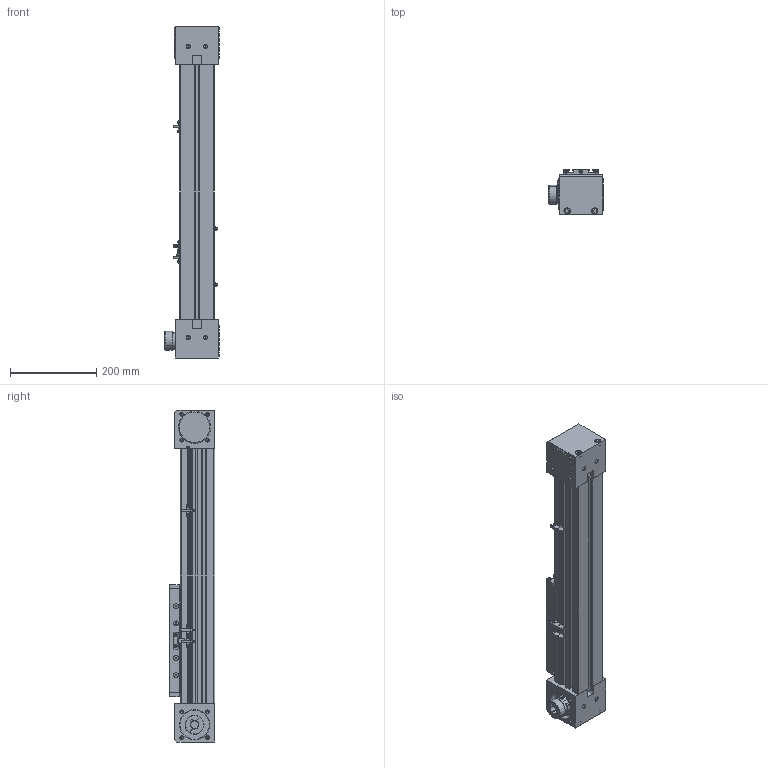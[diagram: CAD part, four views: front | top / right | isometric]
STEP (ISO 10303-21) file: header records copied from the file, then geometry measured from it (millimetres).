
FILE_DESCRIPTION (( 'STEP AP203' ), '1' );
FILE_NAME ('ITO80-D01-300.step', '2019-09-11T02:38:26', ( 'User' ), ( 'China' ), 'SwSTEP 2.0', 'SolidWorks 2016', '' );
FILE_SCHEMA (( 'CONFIG_CONTROL_DESIGN' ));
Length unit declared in the file: millimetre
Products named in the file (9): PART-8008-TO; PART-8007-TO; PART-8001-TO; PART-8003-TO; PART-8006-TO; PART-8005-TO; ITO80-D01-300; PART-8004-TO; PART-8002-TO
Assembly tree (14 placements, depth 2):
  ITO80-D01-300
    PART-8001-TO
    PART-8002-TO  x2
    PART-8003-TO
    PART-8004-TO  x2
    PART-8008-TO
    PART-8007-TO  x3
    PART-8006-TO  x3
    PART-8005-TO
Bounding box: 126.8 x 106 x 770 mm (x, y, z)
Volume: 5014970 mm3; surface area: 727222.3 mm2
Topology: 14 solids, 38 shells, 1717 faces, 4373 edges, 2738 vertices
Faces by surface type: plane 824, cylinder 441, cone 417, sphere 16, torus 12, bspline 7
Entity records: 35269 total; most frequent: CARTESIAN_POINT 6716, DIRECTION 5849, ORIENTED_EDGE 5606, EDGE_CURVE 2816, AXIS2_PLACEMENT_3D 2073, VERTEX_POINT 1808, VECTOR 1703, LINE 1703
